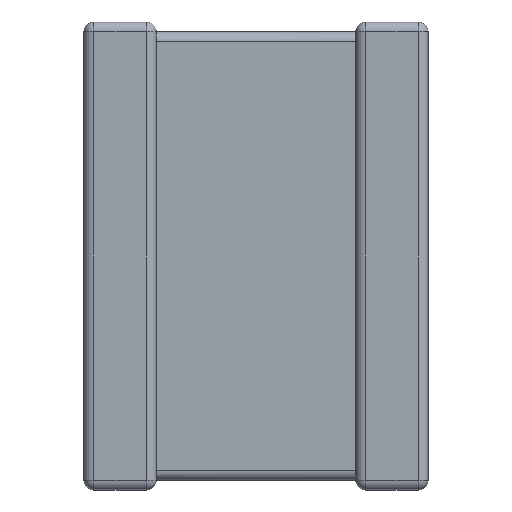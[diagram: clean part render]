
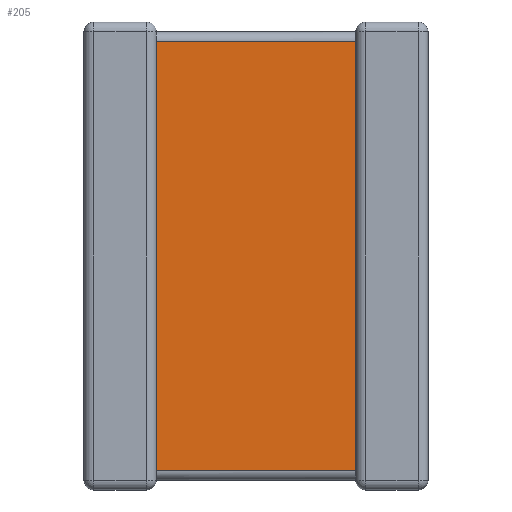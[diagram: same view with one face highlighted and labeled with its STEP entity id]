
A CAD part, front view. The second image highlights one B-rep face of the part: STEP entity #205.
In plain terms, the highlighted planar face has unit normal (0, -1, 0).
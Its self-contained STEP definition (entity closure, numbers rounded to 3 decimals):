
#117 = VECTOR ( 'NONE', #1013, 1000. ) ;
#205 = ADVANCED_FACE ( 'NONE', ( #2536 ), #1410, .T. ) ;
#243 = CARTESIAN_POINT ( 'NONE',  ( 1.05, 0.141, -6.8 ) ) ;
#315 = LINE ( 'NONE', #243, #1872 ) ;
#388 = DIRECTION ( 'NONE',  ( 0., 0., -1. ) ) ;
#489 = VECTOR ( 'NONE', #3880, 1000. ) ;
#529 = CARTESIAN_POINT ( 'NONE',  ( 3.95, 0.141, -0.283 ) ) ;
#582 = EDGE_CURVE ( 'NONE', #3480, #798, #315, .T. ) ;
#790 = CARTESIAN_POINT ( 'NONE',  ( 1.05, 0.141, -6.8 ) ) ;
#798 = VERTEX_POINT ( 'NONE', #3929 ) ;
#834 = LINE ( 'NONE', #2116, #4276 ) ;
#1013 = DIRECTION ( 'NONE',  ( 1., 0., 0. ) ) ;
#1156 = LINE ( 'NONE', #1742, #117 ) ;
#1410 = PLANE ( 'NONE',  #2436 ) ;
#1630 = LINE ( 'NONE', #3867, #489 ) ;
#1658 = EDGE_CURVE ( 'NONE', #3582, #3965, #1630, .T. ) ;
#1742 = CARTESIAN_POINT ( 'NONE',  ( 3.95, 0.141, -6.517 ) ) ;
#1872 = VECTOR ( 'NONE', #3401, 1000. ) ;
#1898 = ORIENTED_EDGE ( 'NONE', *, *, #4417, .T. ) ;
#2116 = CARTESIAN_POINT ( 'NONE',  ( 1.05, 0.141, -0.283 ) ) ;
#2436 = AXIS2_PLACEMENT_3D ( 'NONE', #790, #3597, #388 ) ;
#2523 = EDGE_CURVE ( 'NONE', #3480, #3582, #1156, .T. ) ;
#2536 = FACE_OUTER_BOUND ( 'NONE', #3540, .T. ) ;
#2801 = DIRECTION ( 'NONE',  ( -1., 0., 0. ) ) ;
#3202 = ORIENTED_EDGE ( 'NONE', *, *, #582, .F. ) ;
#3401 = DIRECTION ( 'NONE',  ( 0., 0., 1. ) ) ;
#3480 = VERTEX_POINT ( 'NONE', #4094 ) ;
#3540 = EDGE_LOOP ( 'NONE', ( #3202, #3819, #4454, #1898 ) ) ;
#3582 = VERTEX_POINT ( 'NONE', #3796 ) ;
#3597 = DIRECTION ( 'NONE',  ( 0., -1., 0. ) ) ;
#3796 = CARTESIAN_POINT ( 'NONE',  ( 3.95, 0.141, -6.517 ) ) ;
#3819 = ORIENTED_EDGE ( 'NONE', *, *, #2523, .T. ) ;
#3867 = CARTESIAN_POINT ( 'NONE',  ( 3.95, 0.141, -6.8 ) ) ;
#3880 = DIRECTION ( 'NONE',  ( 0., 0., 1. ) ) ;
#3929 = CARTESIAN_POINT ( 'NONE',  ( 1.05, 0.141, -0.283 ) ) ;
#3965 = VERTEX_POINT ( 'NONE', #529 ) ;
#4094 = CARTESIAN_POINT ( 'NONE',  ( 1.05, 0.141, -6.517 ) ) ;
#4276 = VECTOR ( 'NONE', #2801, 1000. ) ;
#4417 = EDGE_CURVE ( 'NONE', #3965, #798, #834, .T. ) ;
#4454 = ORIENTED_EDGE ( 'NONE', *, *, #1658, .T. ) ;
